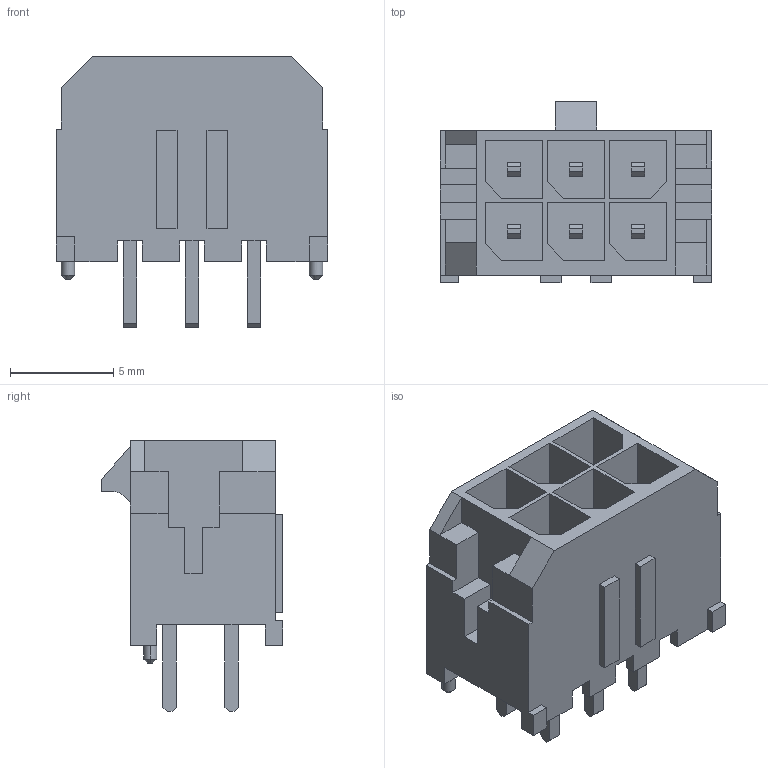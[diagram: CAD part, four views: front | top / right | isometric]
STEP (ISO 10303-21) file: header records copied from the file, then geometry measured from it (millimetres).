
FILE_DESCRIPTION (( 'STEP AP214' ), '1' );
FILE_NAME ('CONN-TH_430450613.step', '2022-08-03T17:12:12', ( '' ), ( '' ), 'SwSTEP 2.0', 'SolidWorks 2020', '' );
FILE_SCHEMA (( 'AUTOMOTIVE_DESIGN' ));
Length unit declared in the file: millimetre
Products named in the file (1): CONN-TH_430450613
Bounding box: 13.15 x 8.77 x 13.09 mm (x, y, z)
Volume: 484 mm3; surface area: 1227.7 mm2
Topology: 14 solids, 14 shells, 518 faces, 1374 edges, 912 vertices
Faces by surface type: plane 395, bspline 114, cylinder 5, cone 4
Entity records: 21587 total; most frequent: CARTESIAN_POINT 5173, ORIENTED_EDGE 2748, DIRECTION 1966, EDGE_CURVE 1374, VECTOR 1124, LINE 1124, VERTEX_POINT 912, EDGE_LOOP 558
